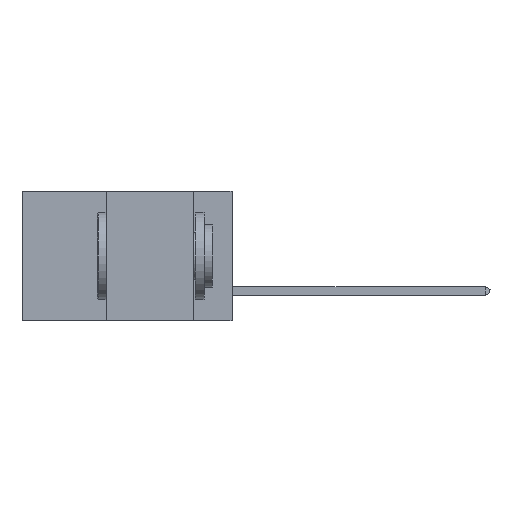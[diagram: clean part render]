
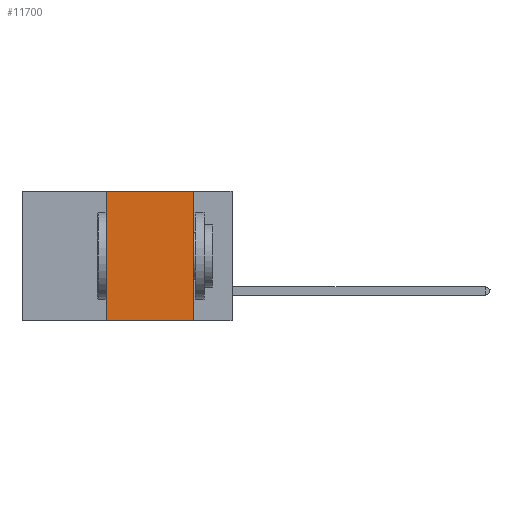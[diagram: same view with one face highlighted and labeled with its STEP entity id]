
A CAD part, left-side view. The second image highlights one B-rep face of the part: STEP entity #11700.
In plain terms, the highlighted planar face has unit normal (-1, 0, 0).
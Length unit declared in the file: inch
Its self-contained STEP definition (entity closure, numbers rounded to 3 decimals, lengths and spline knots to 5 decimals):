
#1006 = EDGE_CURVE ( 'NONE', #19333, #7868, #4892, .T. ) ;
#2285 = VERTEX_POINT ( 'NONE', #47178 ) ;
#2981 = CARTESIAN_POINT ( 'NONE',  ( 0., 0.36, 0. ) ) ;
#3045 = LINE ( 'NONE', #2981, #40298 ) ;
#4810 = CARTESIAN_POINT ( 'NONE',  ( 0., 0.6, -0.37 ) ) ;
#4892 = LINE ( 'NONE', #4810, #22554 ) ;
#7868 = VERTEX_POINT ( 'NONE', #27448 ) ;
#8794 = PLANE ( 'NONE',  #11922 ) ;
#11700 = ADVANCED_FACE ( 'NONE', ( #37245 ), #8794, .F. ) ;
#11922 = AXIS2_PLACEMENT_3D ( 'NONE', #11923, #15536, #35199 ) ;
#11923 = CARTESIAN_POINT ( 'NONE',  ( 0., 0.6, 0. ) ) ;
#15536 = DIRECTION ( 'NONE',  ( 1., 0., 0. ) ) ;
#17568 = ORIENTED_EDGE ( 'NONE', *, *, #24472, .F. ) ;
#18410 = VECTOR ( 'NONE', #22458, 39.37008 ) ;
#18673 = CARTESIAN_POINT ( 'NONE',  ( 0., 0.11, 0. ) ) ;
#19333 = VERTEX_POINT ( 'NONE', #38508 ) ;
#20455 = EDGE_LOOP ( 'NONE', ( #24137, #48351, #17568, #23303 ) ) ;
#20479 = EDGE_CURVE ( 'NONE', #2285, #23259, #30655, .T. ) ;
#22458 = DIRECTION ( 'NONE',  ( 0., 0., -1. ) ) ;
#22554 = VECTOR ( 'NONE', #31218, 39.37008 ) ;
#23259 = VERTEX_POINT ( 'NONE', #41576 ) ;
#23303 = ORIENTED_EDGE ( 'NONE', *, *, #1006, .T. ) ;
#23814 = EDGE_CURVE ( 'NONE', #23259, #7868, #48627, .T. ) ;
#24137 = ORIENTED_EDGE ( 'NONE', *, *, #23814, .F. ) ;
#24472 = EDGE_CURVE ( 'NONE', #19333, #2285, #3045, .T. ) ;
#25726 = DIRECTION ( 'NONE',  ( 0., 0., 1. ) ) ;
#27448 = CARTESIAN_POINT ( 'NONE',  ( 0., 0.11, -0.37 ) ) ;
#30655 = LINE ( 'NONE', #45831, #40178 ) ;
#31218 = DIRECTION ( 'NONE',  ( 0., -1., 0. ) ) ;
#35199 = DIRECTION ( 'NONE',  ( 0., 0., -1. ) ) ;
#37245 = FACE_OUTER_BOUND ( 'NONE', #20455, .T. ) ;
#38508 = CARTESIAN_POINT ( 'NONE',  ( 0., 0.36, -0.37 ) ) ;
#40178 = VECTOR ( 'NONE', #46317, 39.37008 ) ;
#40298 = VECTOR ( 'NONE', #25726, 39.37008 ) ;
#41576 = CARTESIAN_POINT ( 'NONE',  ( 0., 0.11, 0. ) ) ;
#45831 = CARTESIAN_POINT ( 'NONE',  ( 0., 0.6, 0. ) ) ;
#46317 = DIRECTION ( 'NONE',  ( 0., -1., 0. ) ) ;
#47178 = CARTESIAN_POINT ( 'NONE',  ( 0., 0.36, 0. ) ) ;
#48351 = ORIENTED_EDGE ( 'NONE', *, *, #20479, .F. ) ;
#48627 = LINE ( 'NONE', #18673, #18410 ) ;
